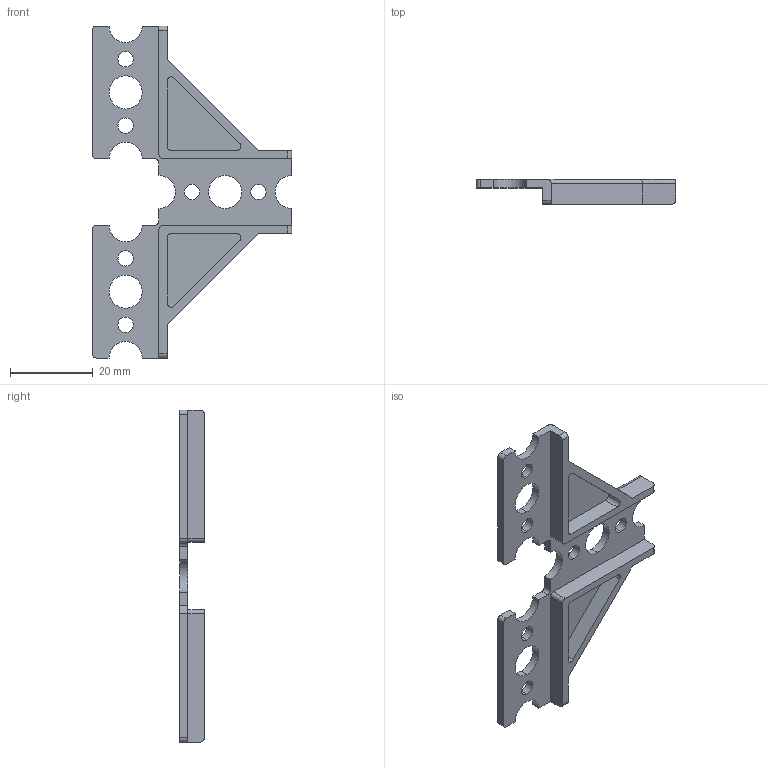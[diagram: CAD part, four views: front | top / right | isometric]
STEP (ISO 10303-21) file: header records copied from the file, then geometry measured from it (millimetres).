
FILE_DESCRIPTION (( 'STEP AP214' ), '1' );
FILE_NAME ('40210_TXP-Tee Bracket.STEP', '2017-03-28T20:14:23', ( '' ), ( '' ), 'SwSTEP 2.0', 'SolidWorks 2016', '' );
FILE_SCHEMA (( 'AUTOMOTIVE_DESIGN' ));
Length unit declared in the file: millimetre
Products named in the file (2): 40210_TXP-Tee Bracket
Bounding box: 48 x 6 x 80 mm (x, y, z)
Volume: 5232.9 mm3; surface area: 6017.7 mm2
Topology: 1 solids, 1 shells, 87 faces, 245 edges, 162 vertices
Faces by surface type: cylinder 51, plane 36
Entity records: 3883 total; most frequent: DIRECTION 513, CARTESIAN_POINT 508, ORIENTED_EDGE 490, EDGE_CURVE 245, AXIS2_PLACEMENT_3D 183, VERTEX_POINT 162, VECTOR 147, LINE 147
